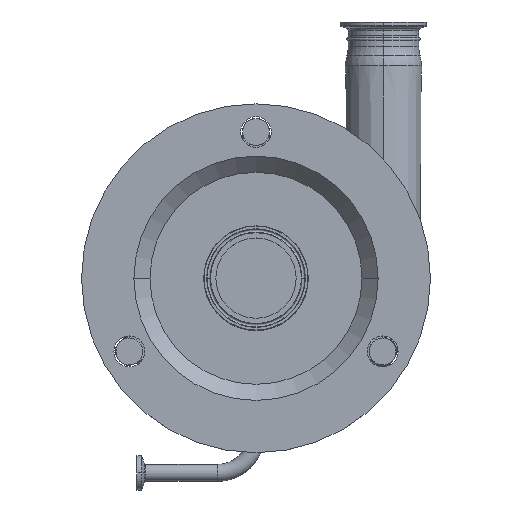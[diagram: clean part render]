
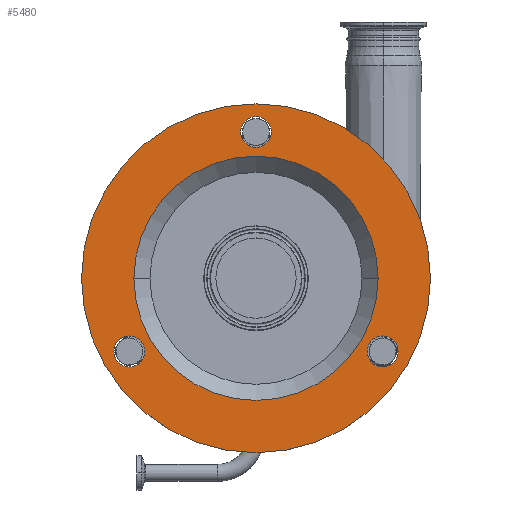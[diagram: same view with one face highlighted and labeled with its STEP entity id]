
A CAD part, top view. The second image highlights one B-rep face of the part: STEP entity #5480.
In plain terms, the highlighted planar face has unit normal (0, 0, 1).
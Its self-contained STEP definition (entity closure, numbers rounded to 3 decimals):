
#33 = ORIENTED_EDGE ( 'NONE', *, *, #23150, .F. ) ;
#85 = CIRCLE ( 'NONE', #13025, 130. ) ;
#581 = CIRCLE ( 'NONE', #14761, 11.5 ) ;
#693 = VERTEX_POINT ( 'NONE', #7367 ) ;
#1032 = VERTEX_POINT ( 'NONE', #6183 ) ;
#1186 = CIRCLE ( 'NONE', #10506, 11.5 ) ;
#1961 = EDGE_CURVE ( 'NONE', #21153, #693, #24175, .T. ) ;
#2191 = AXIS2_PLACEMENT_3D ( 'NONE', #2494, #21919, #4036 ) ;
#2404 = CARTESIAN_POINT ( 'NONE',  ( 94.397, -54.5, 217. ) ) ;
#2494 = CARTESIAN_POINT ( 'NONE',  ( 0., 109., 217. ) ) ;
#2583 = DIRECTION ( 'NONE',  ( 0., 0., 1. ) ) ;
#2945 = AXIS2_PLACEMENT_3D ( 'NONE', #11067, #18807, #11452 ) ;
#3204 = DIRECTION ( 'NONE',  ( 0., 0., 1. ) ) ;
#3288 = VERTEX_POINT ( 'NONE', #9761 ) ;
#3616 = FACE_BOUND ( 'NONE', #6166, .T. ) ;
#3621 = DIRECTION ( 'NONE',  ( 0., 0., 1. ) ) ;
#3651 = VERTEX_POINT ( 'NONE', #14319 ) ;
#3707 = CARTESIAN_POINT ( 'NONE',  ( 0., 0., 217. ) ) ;
#4036 = DIRECTION ( 'NONE',  ( 1., 0., 0. ) ) ;
#4115 = CARTESIAN_POINT ( 'NONE',  ( -94.397, -54.5, 217. ) ) ;
#4280 = CARTESIAN_POINT ( 'NONE',  ( -100.147, -44.541, 217. ) ) ;
#4288 = ORIENTED_EDGE ( 'NONE', *, *, #19986, .F. ) ;
#4378 = ORIENTED_EDGE ( 'NONE', *, *, #12093, .F. ) ;
#4905 = ORIENTED_EDGE ( 'NONE', *, *, #21613, .F. ) ;
#5276 = ORIENTED_EDGE ( 'NONE', *, *, #6236, .T. ) ;
#5480 = ADVANCED_FACE ( 'NONE', ( #15379, #23154, #3616, #15258, #13481 ), #23038, .F. ) ;
#5605 = DIRECTION ( 'NONE',  ( 1., 0., 0. ) ) ;
#5687 = ORIENTED_EDGE ( 'NONE', *, *, #9802, .T. ) ;
#6166 = EDGE_LOOP ( 'NONE', ( #21105, #15534 ) ) ;
#6183 = CARTESIAN_POINT ( 'NONE',  ( 130., 0., 217. ) ) ;
#6236 = EDGE_CURVE ( 'NONE', #1032, #20719, #85, .T. ) ;
#6271 = CARTESIAN_POINT ( 'NONE',  ( 0., 0., 217. ) ) ;
#7367 = CARTESIAN_POINT ( 'NONE',  ( -91., 0., 217. ) ) ;
#7515 = DIRECTION ( 'NONE',  ( 0., 0., 1. ) ) ;
#7872 = AXIS2_PLACEMENT_3D ( 'NONE', #20996, #3621, #11336 ) ;
#8615 = CARTESIAN_POINT ( 'NONE',  ( 91., 0., 217. ) ) ;
#8921 = DIRECTION ( 'NONE',  ( 0., 0., 1. ) ) ;
#9228 = AXIS2_PLACEMENT_3D ( 'NONE', #2404, #23602, #15459 ) ;
#9479 = CIRCLE ( 'NONE', #7872, 91. ) ;
#9595 = CIRCLE ( 'NONE', #16064, 11.5 ) ;
#9761 = CARTESIAN_POINT ( 'NONE',  ( 100.147, -44.541, 217. ) ) ;
#9802 = EDGE_CURVE ( 'NONE', #20719, #1032, #19948, .T. ) ;
#10086 = VERTEX_POINT ( 'NONE', #16509 ) ;
#10194 = CARTESIAN_POINT ( 'NONE',  ( -130., 0., 217. ) ) ;
#10506 = AXIS2_PLACEMENT_3D ( 'NONE', #16440, #16571, #20907 ) ;
#11067 = CARTESIAN_POINT ( 'NONE',  ( 0., 39., 217. ) ) ;
#11336 = DIRECTION ( 'NONE',  ( 1., 0., 0. ) ) ;
#11452 = DIRECTION ( 'NONE',  ( 0., -1., 0. ) ) ;
#12093 = EDGE_CURVE ( 'NONE', #3651, #10086, #9595, .T. ) ;
#13025 = AXIS2_PLACEMENT_3D ( 'NONE', #24191, #8921, #18296 ) ;
#13125 = CIRCLE ( 'NONE', #2191, 11.5 ) ;
#13375 = EDGE_CURVE ( 'NONE', #17351, #3288, #24248, .T. ) ;
#13481 = FACE_OUTER_BOUND ( 'NONE', #16542, .T. ) ;
#14319 = CARTESIAN_POINT ( 'NONE',  ( 11.5, 109., 217. ) ) ;
#14761 = AXIS2_PLACEMENT_3D ( 'NONE', #19499, #16305, #16063 ) ;
#14839 = EDGE_LOOP ( 'NONE', ( #4378, #4905 ) ) ;
#15258 = FACE_BOUND ( 'NONE', #19448, .T. ) ;
#15379 = FACE_BOUND ( 'NONE', #19962, .T. ) ;
#15403 = DIRECTION ( 'NONE',  ( -0.5, 0.866, 0. ) ) ;
#15459 = DIRECTION ( 'NONE',  ( -0.5, -0.866, 0. ) ) ;
#15480 = EDGE_CURVE ( 'NONE', #21649, #24265, #1186, .T. ) ;
#15534 = ORIENTED_EDGE ( 'NONE', *, *, #16327, .F. ) ;
#15882 = DIRECTION ( 'NONE',  ( 1., 0., 0. ) ) ;
#16063 = DIRECTION ( 'NONE',  ( -0.5, -0.866, 0. ) ) ;
#16064 = AXIS2_PLACEMENT_3D ( 'NONE', #20971, #7515, #22757 ) ;
#16305 = DIRECTION ( 'NONE',  ( 0., 0., 1. ) ) ;
#16327 = EDGE_CURVE ( 'NONE', #24265, #21649, #21726, .T. ) ;
#16440 = CARTESIAN_POINT ( 'NONE',  ( -94.397, -54.5, 217. ) ) ;
#16509 = CARTESIAN_POINT ( 'NONE',  ( -11.5, 109., 217. ) ) ;
#16542 = EDGE_LOOP ( 'NONE', ( #5276, #5687 ) ) ;
#16571 = DIRECTION ( 'NONE',  ( 0., 0., 1. ) ) ;
#17351 = VERTEX_POINT ( 'NONE', #20914 ) ;
#18296 = DIRECTION ( 'NONE',  ( 1., 0., 0. ) ) ;
#18807 = DIRECTION ( 'NONE',  ( 0., 0., -1. ) ) ;
#19448 = EDGE_LOOP ( 'NONE', ( #21346, #33 ) ) ;
#19460 = DIRECTION ( 'NONE',  ( 0., 0., 1. ) ) ;
#19499 = CARTESIAN_POINT ( 'NONE',  ( 94.397, -54.5, 217. ) ) ;
#19948 = CIRCLE ( 'NONE', #24018, 130. ) ;
#19962 = EDGE_LOOP ( 'NONE', ( #22841, #4288 ) ) ;
#19975 = CARTESIAN_POINT ( 'NONE',  ( -88.647, -64.459, 217. ) ) ;
#19986 = EDGE_CURVE ( 'NONE', #693, #21153, #9479, .T. ) ;
#20719 = VERTEX_POINT ( 'NONE', #10194 ) ;
#20907 = DIRECTION ( 'NONE',  ( -0.5, 0.866, 0. ) ) ;
#20914 = CARTESIAN_POINT ( 'NONE',  ( 88.647, -64.459, 217. ) ) ;
#20971 = CARTESIAN_POINT ( 'NONE',  ( 0., 109., 217. ) ) ;
#20996 = CARTESIAN_POINT ( 'NONE',  ( 0., 0., 217. ) ) ;
#21105 = ORIENTED_EDGE ( 'NONE', *, *, #15480, .F. ) ;
#21153 = VERTEX_POINT ( 'NONE', #8615 ) ;
#21346 = ORIENTED_EDGE ( 'NONE', *, *, #13375, .F. ) ;
#21613 = EDGE_CURVE ( 'NONE', #10086, #3651, #13125, .T. ) ;
#21649 = VERTEX_POINT ( 'NONE', #4280 ) ;
#21726 = CIRCLE ( 'NONE', #24986, 11.5 ) ;
#21919 = DIRECTION ( 'NONE',  ( 0., 0., 1. ) ) ;
#22757 = DIRECTION ( 'NONE',  ( 1., 0., 0. ) ) ;
#22841 = ORIENTED_EDGE ( 'NONE', *, *, #1961, .F. ) ;
#23038 = PLANE ( 'NONE',  #2945 ) ;
#23150 = EDGE_CURVE ( 'NONE', #3288, #17351, #581, .T. ) ;
#23154 = FACE_BOUND ( 'NONE', #14839, .T. ) ;
#23602 = DIRECTION ( 'NONE',  ( 0., 0., 1. ) ) ;
#24018 = AXIS2_PLACEMENT_3D ( 'NONE', #6271, #2583, #15882 ) ;
#24175 = CIRCLE ( 'NONE', #24974, 91. ) ;
#24191 = CARTESIAN_POINT ( 'NONE',  ( 0., 0., 217. ) ) ;
#24248 = CIRCLE ( 'NONE', #9228, 11.5 ) ;
#24265 = VERTEX_POINT ( 'NONE', #19975 ) ;
#24974 = AXIS2_PLACEMENT_3D ( 'NONE', #3707, #3204, #5605 ) ;
#24986 = AXIS2_PLACEMENT_3D ( 'NONE', #4115, #19460, #15403 ) ;
